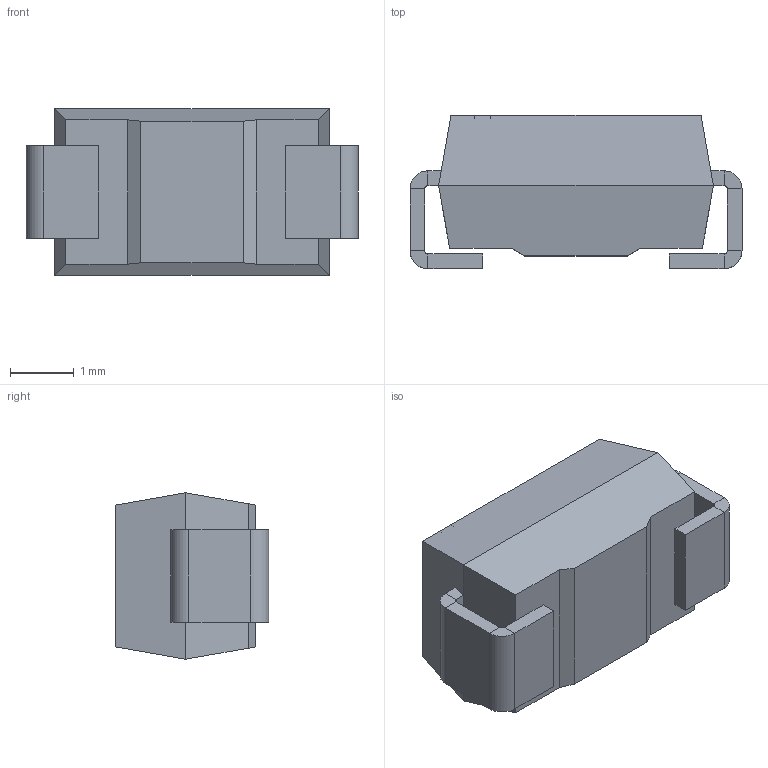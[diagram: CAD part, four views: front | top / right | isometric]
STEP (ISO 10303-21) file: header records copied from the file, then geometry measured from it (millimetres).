
FILE_DESCRIPTION (( 'STEP AP214' ), '1' );
FILE_NAME ('SMAJ30CA-13-F.STEP', '2023-02-23T03:03:48', ( '' ), ( '' ), 'SwSTEP 2.0', 'SolidWorks 2021', '' );
FILE_SCHEMA (( 'AUTOMOTIVE_DESIGN' ));
Length unit declared in the file: millimetre
Products named in the file (1): SMAJ30CA-13-F
Bounding box: 5.2 x 2.4 x 2.6 mm (x, y, z)
Volume: 22.9 mm3; surface area: 67.2 mm2
Topology: 4 solids, 4 shells, 69 faces, 144 edges, 84 vertices
Faces by surface type: plane 61, cylinder 8
Entity records: 1827 total; most frequent: DIRECTION 300, CARTESIAN_POINT 298, ORIENTED_EDGE 288, EDGE_CURVE 144, VECTOR 128, LINE 128, AXIS2_PLACEMENT_3D 86, VERTEX_POINT 84
